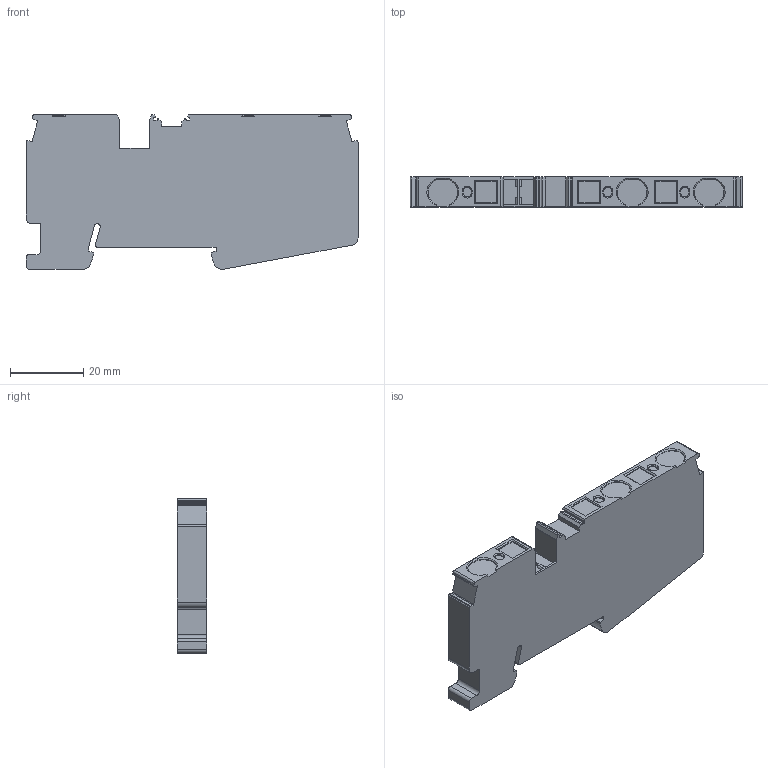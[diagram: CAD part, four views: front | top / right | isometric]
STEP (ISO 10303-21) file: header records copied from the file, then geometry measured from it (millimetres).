
FILE_DESCRIPTION( ( 'Unknown' ), '1' );
FILE_NAME( '零件10.stp', 'Unknown', ( 'Unknown' ), ( 'Unknown' ), 'XStep 1.0', 'Unknown', ' ' );
FILE_SCHEMA( ( 'automotive_design' ) );
Length unit declared in the file: millimetre
Products named in the file (1): PRT0003
Bounding box: 90.5 x 8.15 x 42.1 mm (x, y, z)
Volume: 26774.5 mm3; surface area: 9270.6 mm2
Topology: 1 solids, 1 shells, 194 faces, 524 edges, 338 vertices
Faces by surface type: plane 128, cylinder 54, cone 12
Entity records: 7610 total; most frequent: CARTESIAN_POINT 1075, ORIENTED_EDGE 1048, DIRECTION 1028, EDGE_CURVE 524, LINE 398, VECTOR 398, VERTEX_POINT 338, AXIS2_PLACEMENT_3D 315
